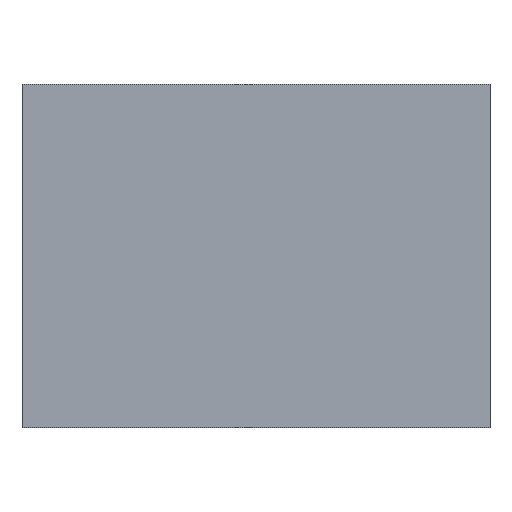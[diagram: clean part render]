
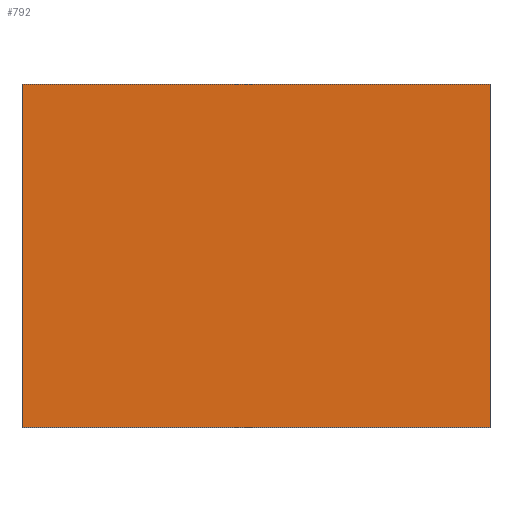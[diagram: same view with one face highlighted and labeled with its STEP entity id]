
A CAD part, top view. The second image highlights one B-rep face of the part: STEP entity #792.
In plain terms, the highlighted planar face has unit normal (0, 0, 1).
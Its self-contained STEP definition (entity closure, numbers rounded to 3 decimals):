
#753=CARTESIAN_POINT('',(9.525,6.985,10.16));
#754=DIRECTION('',(0.0,0.0,1.0));
#755=DIRECTION('',(-1.0,0.0,0.0));
#756=AXIS2_PLACEMENT_3D('',#753,#754,#755);
#757=PLANE('',#756);
#758=CARTESIAN_POINT('',(-9.525,6.985,10.16));
#759=VERTEX_POINT('',#758);
#760=CARTESIAN_POINT('',(9.525,6.985,10.16));
#761=VERTEX_POINT('',#760);
#762=CARTESIAN_POINT('',(-9.525,6.985,10.16));
#763=DIRECTION('',(1.0,0.0,0.0));
#764=VECTOR('',#763,19.05);
#765=LINE('',#762,#764);
#766=EDGE_CURVE('',#759,#761,#765,.T.);
#767=ORIENTED_EDGE('',*,*,#766,.F.);
#768=CARTESIAN_POINT('',(-9.525,-6.985,10.16));
#769=VERTEX_POINT('',#768);
#770=CARTESIAN_POINT('',(-9.525,6.985,10.16));
#771=DIRECTION('',(0.0,-1.0,0.0));
#772=VECTOR('',#771,13.97);
#773=LINE('',#770,#772);
#774=EDGE_CURVE('',#759,#769,#773,.T.);
#775=ORIENTED_EDGE('',*,*,#774,.T.);
#776=CARTESIAN_POINT('',(9.525,-6.985,10.16));
#777=VERTEX_POINT('',#776);
#778=CARTESIAN_POINT('',(9.525,-6.985,10.16));
#779=DIRECTION('',(-1.0,0.0,0.0));
#780=VECTOR('',#779,19.05);
#781=LINE('',#778,#780);
#782=EDGE_CURVE('',#777,#769,#781,.T.);
#783=ORIENTED_EDGE('',*,*,#782,.F.);
#784=CARTESIAN_POINT('',(9.525,6.985,10.16));
#785=DIRECTION('',(0.0,-1.0,0.0));
#786=VECTOR('',#785,13.97);
#787=LINE('',#784,#786);
#788=EDGE_CURVE('',#761,#777,#787,.T.);
#789=ORIENTED_EDGE('',*,*,#788,.F.);
#790=EDGE_LOOP('',(#767,#775,#783,#789));
#791=FACE_OUTER_BOUND('',#790,.T.);
#792=ADVANCED_FACE('',(#791),#757,.T.);
